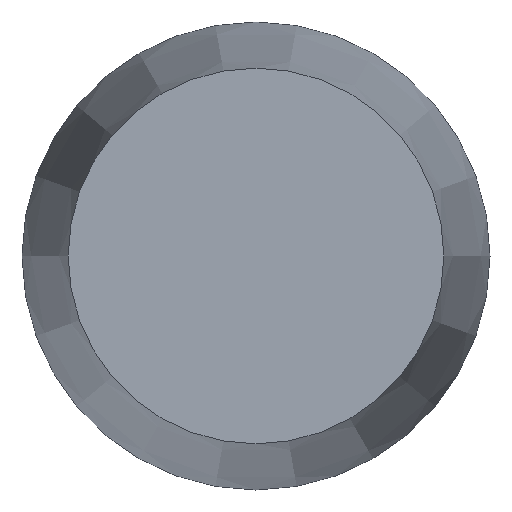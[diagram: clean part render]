
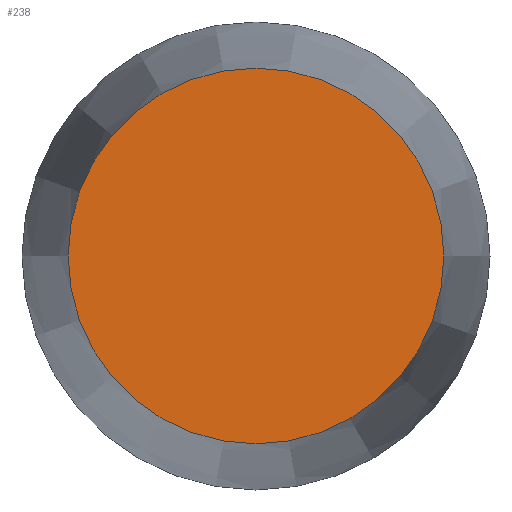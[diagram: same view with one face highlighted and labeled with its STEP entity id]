
A CAD part, front view. The second image highlights one B-rep face of the part: STEP entity #238.
In plain terms, the highlighted planar face has unit normal (0, -1, 0).
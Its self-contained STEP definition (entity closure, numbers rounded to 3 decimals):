
#24=PLANE('',#262);
#36=ORIENTED_EDGE('',*,*,#57,.T.);
#57=EDGE_CURVE('',#69,#69,#81,.F.);
#69=VERTEX_POINT('',#345);
#81=CIRCLE('',#261,12.);
#96=EDGE_LOOP('',(#36));
#120=FACE_BOUND('',#96,.T.);
#238=ADVANCED_FACE('',(#120),#24,.F.);
#261=AXIS2_PLACEMENT_3D('',#344,#297,#298);
#262=AXIS2_PLACEMENT_3D('',#346,#299,#300);
#297=DIRECTION('',(0.,1.,0.));
#298=DIRECTION('',(1.,0.,0.));
#299=DIRECTION('',(0.,1.,0.));
#300=DIRECTION('',(0.,0.,1.));
#344=CARTESIAN_POINT('',(0.,-45.3,0.));
#345=CARTESIAN_POINT('',(12.,-45.3,0.));
#346=CARTESIAN_POINT('',(0.,-45.3,0.));
